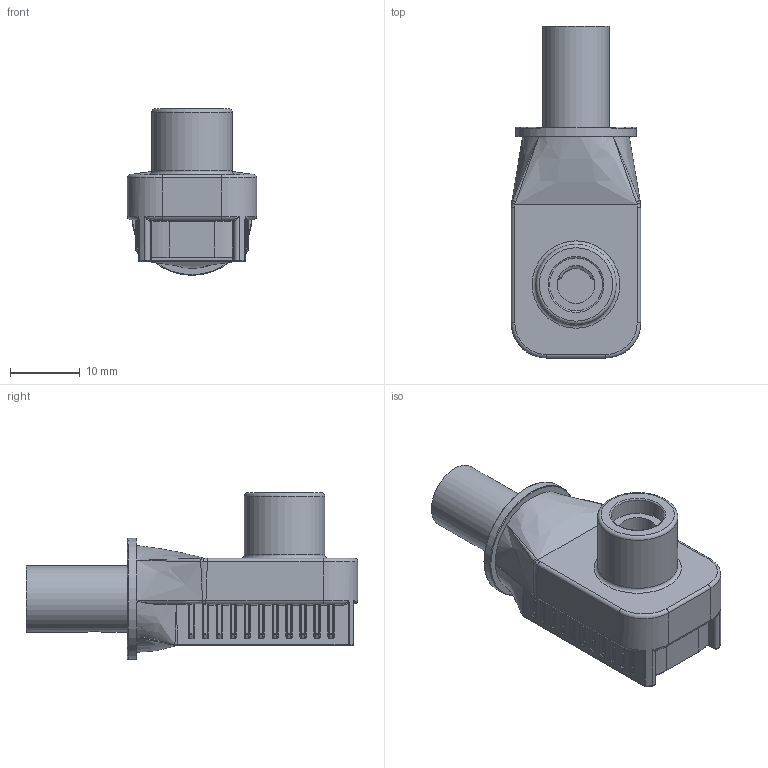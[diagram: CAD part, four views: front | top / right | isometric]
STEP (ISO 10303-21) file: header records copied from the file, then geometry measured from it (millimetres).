
FILE_DESCRIPTION (( 'STEP AP214' ), '1' );
FILE_NAME ('RL00571-25_20151215.STEP', '2015-12-15T05:11:08', ( '' ), ( '' ), 'SwSTEP 2.0', 'SolidWorks 2014', '' );
FILE_SCHEMA (( 'AUTOMOTIVE_DESIGN' ));
Length unit declared in the file: millimetre
Products named in the file (1): RL00571-25_20151215
Bounding box: 18.5 x 47.5 x 23.85 mm (x, y, z)
Volume: 7171.9 mm3; surface area: 5037.8 mm2
Topology: 1 solids, 1 shells, 1182 faces, 2911 edges, 1705 vertices
Faces by surface type: cylinder 392, plane 376, bspline 225, torus 122, sphere 66, cone 1
Full cylindrical faces by diameter (mm): 2 x1, 2.7 x1, 5.4 x1, 7.2 x1, 7.6 x1, 9.5 x1, 11.5 x1, 17.3 x1
Entity records: 56970 total; most frequent: CARTESIAN_POINT 18003, ORIENTED_EDGE 5636, DIRECTION 5072, EDGE_CURVE 2818, AXIS2_PLACEMENT_3D 1802, VERTEX_POINT 1699, LINE 1468, VECTOR 1468
